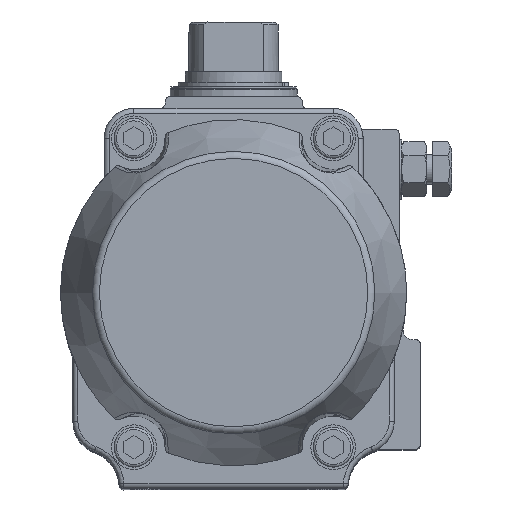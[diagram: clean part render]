
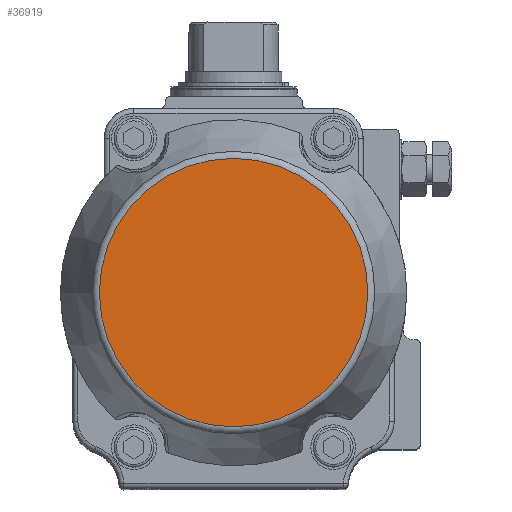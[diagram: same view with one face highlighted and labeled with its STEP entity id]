
A CAD part, top view. The second image highlights one B-rep face of the part: STEP entity #36919.
In plain terms, the highlighted planar face has unit normal (0, 0, 1).
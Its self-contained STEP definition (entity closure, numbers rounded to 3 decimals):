
#9114 = AXIS2_PLACEMENT_3D ( 'NONE', #10514, #10515, #10516 ) ;
#10189 = FACE_OUTER_BOUND ( 'NONE', #40893, .T. ) ;
#10504 = PLANE ( 'NONE',  #9114 ) ;
#10514 = CARTESIAN_POINT ( 'NONE',  ( 0., 0., 166.5 ) ) ;
#10515 = DIRECTION ( 'NONE',  ( 0., 0., 1. ) ) ;
#10516 = DIRECTION ( 'NONE',  ( -1., 0., 0. ) ) ;
#19393 = VERTEX_POINT ( 'NONE', #19396 ) ;
#19396 = CARTESIAN_POINT ( 'NONE',  ( 53.892, 0., 166.5 ) ) ;
#36714 = EDGE_CURVE ( 'NONE', #19393, #19393, #55322, .T. ) ;
#36919 = ADVANCED_FACE ( 'NONE', ( #10189 ), #10504, .T. ) ;
#38984 = ORIENTED_EDGE ( 'NONE', *, *, #36714, .F. ) ;
#40893 = EDGE_LOOP ( 'NONE', ( #38984 ) ) ;
#53849 = CARTESIAN_POINT ( 'NONE',  ( 0., 0., 166.5 ) ) ;
#53851 = DIRECTION ( 'NONE',  ( 0., 0., -1. ) ) ;
#53853 = DIRECTION ( 'NONE',  ( 1., 0., 0. ) ) ;
#55319 = AXIS2_PLACEMENT_3D ( 'NONE', #53849, #53851, #53853 ) ;
#55322 = CIRCLE ( 'NONE', #55319, 53.892 ) ;
